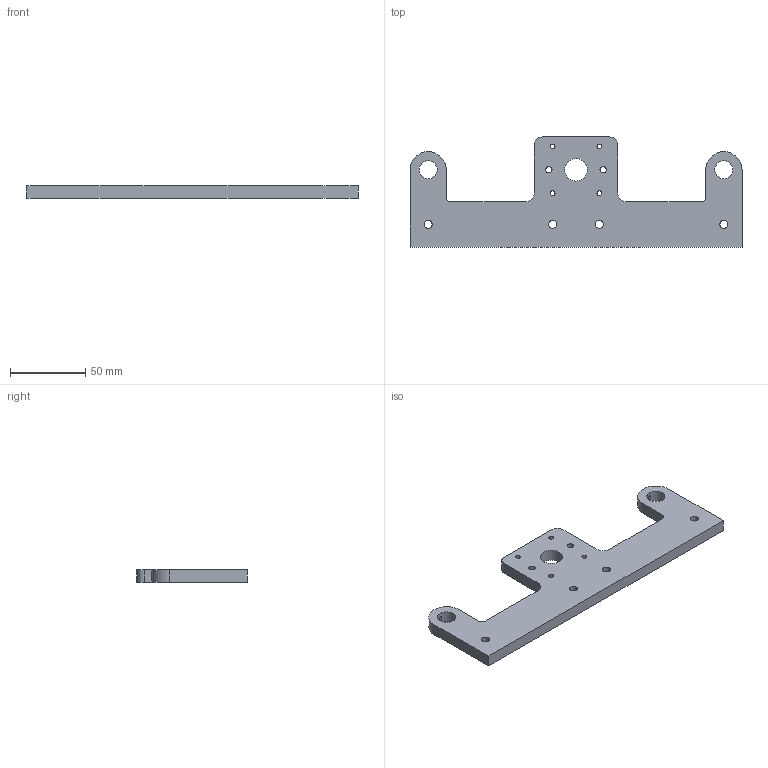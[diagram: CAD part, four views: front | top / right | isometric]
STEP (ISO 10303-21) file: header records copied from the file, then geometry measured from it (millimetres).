
FILE_DESCRIPTION(('FreeCAD Model'),'2;1');
FILE_NAME('support inf.stp','2020-03-14T02:12:51',('Author'),(''), 'Open CASCADE STEP processor 7.3','FreeCAD','Unknown');
FILE_SCHEMA(('AUTOMOTIVE_DESIGN { 1 0 10303 214 1 1 1 1 }'));
Length unit declared in the file: millimetre
Products named in the file (1): inferieur
Bounding box: 220 x 73 x 8 mm (x, y, z)
Volume: 79076.8 mm3; surface area: 27392.2 mm2
Topology: 1 solids, 1 shells, 35 faces, 99 edges, 66 vertices
Faces by surface type: cylinder 23, plane 12
Full cylindrical faces by diameter (mm): 2.5 x2, 3.2 x4, 4.2 x2, 5.3 x4, 12 x2, 15 x1
Entity records: 3375 total; most frequent: CARTESIAN_POINT 1275, DIRECTION 399, LINE 201, VECTOR 201, ORIENTED_EDGE 198, PCURVE 198, DEFINITIONAL_REPRESENTATION 198, EDGE_CURVE 99
